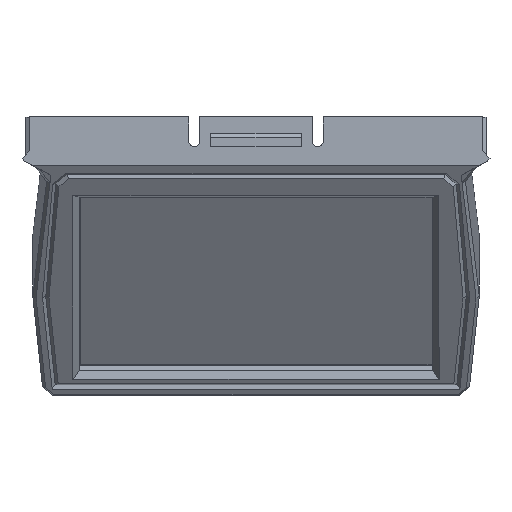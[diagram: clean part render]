
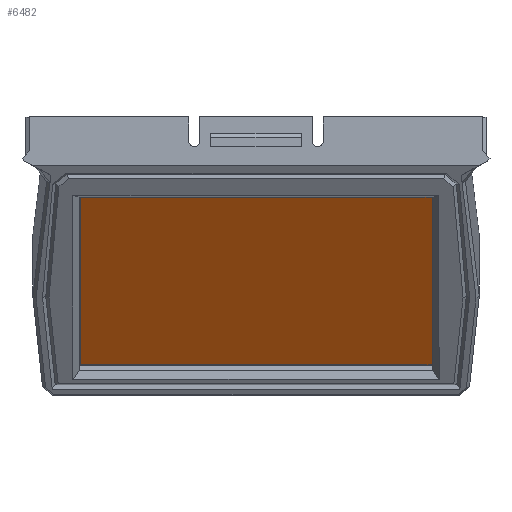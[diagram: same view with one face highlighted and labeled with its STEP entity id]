
A CAD part, top view. The second image highlights one B-rep face of the part: STEP entity #6482.
In plain terms, the highlighted planar face has unit normal (0, -0.574, 0.819).
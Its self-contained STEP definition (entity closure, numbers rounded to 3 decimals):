
#278=FACE_OUTER_BOUND('',#656,.T.);
#656=EDGE_LOOP('',(#4498,#4499,#4500,#4501));
#1089=LINE('',#9341,#1940);
#1093=LINE('',#9348,#1944);
#1096=LINE('',#9354,#1947);
#1098=LINE('',#9357,#1949);
#1940=VECTOR('',#7567,10.);
#1944=VECTOR('',#7573,10.);
#1947=VECTOR('',#7578,10.);
#1949=VECTOR('',#7582,10.);
#2774=VERTEX_POINT('',#9338);
#2775=VERTEX_POINT('',#9340);
#2777=VERTEX_POINT('',#9346);
#2779=VERTEX_POINT('',#9352);
#3424=EDGE_CURVE('',#2774,#2775,#1089,.T.);
#3428=EDGE_CURVE('',#2777,#2774,#1093,.T.);
#3431=EDGE_CURVE('',#2779,#2777,#1096,.T.);
#3433=EDGE_CURVE('',#2775,#2779,#1098,.T.);
#4498=ORIENTED_EDGE('',*,*,#3433,.F.);
#4499=ORIENTED_EDGE('',*,*,#3424,.F.);
#4500=ORIENTED_EDGE('',*,*,#3428,.F.);
#4501=ORIENTED_EDGE('',*,*,#3431,.F.);
#6151=PLANE('',#6918);
#6482=ADVANCED_FACE('',(#278),#6151,.F.);
#6918=AXIS2_PLACEMENT_3D('',#9358,#7583,#7584);
#7567=DIRECTION('',(0.,-0.819,-0.574));
#7573=DIRECTION('',(1.,0.,0.));
#7578=DIRECTION('',(0.,0.819,0.574));
#7582=DIRECTION('',(-1.,0.,0.));
#7583=DIRECTION('center_axis',(0.,0.574,-0.819));
#7584=DIRECTION('ref_axis',(-1.,0.,0.));
#9338=CARTESIAN_POINT('',(123.712,45.096,54.451));
#9340=CARTESIAN_POINT('',(123.712,-8.108,17.197));
#9341=CARTESIAN_POINT('',(123.712,45.096,54.451));
#9346=CARTESIAN_POINT('',(14.912,45.096,54.451));
#9348=CARTESIAN_POINT('',(14.912,45.096,54.451));
#9352=CARTESIAN_POINT('',(14.912,-8.108,17.197));
#9354=CARTESIAN_POINT('',(14.912,-8.108,17.197));
#9357=CARTESIAN_POINT('',(123.712,-8.108,17.197));
#9358=CARTESIAN_POINT('Origin',(69.312,18.494,35.824));
